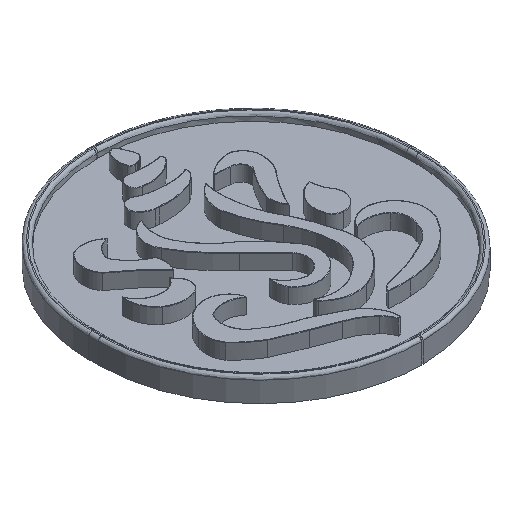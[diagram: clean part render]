
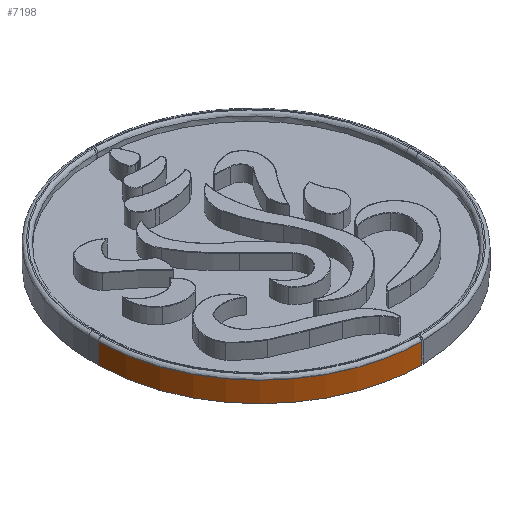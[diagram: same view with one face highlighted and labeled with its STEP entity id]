
A CAD part, isometric view. The second image highlights one B-rep face of the part: STEP entity #7198.
In plain terms, the highlighted free-form (B-spline) face has degree [2, 1] with [3, 2] control points.
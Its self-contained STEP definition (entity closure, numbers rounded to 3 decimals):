
#134 = VERTEX_POINT('',#135);
#135 = CARTESIAN_POINT('',(0.,129.472,
    134.482));
#165 = VERTEX_POINT('',#166);
#166 = CARTESIAN_POINT('',(129.472,0.,134.482));
#181 = EDGE_CURVE('',#134,#165,#182,.T.);
#182 = ( BOUNDED_CURVE() B_SPLINE_CURVE(2,(#183,#184,#185),
.UNSPECIFIED.,.F.,.F.) B_SPLINE_CURVE_WITH_KNOTS((3,3),(5.498,
7.069),.PIECEWISE_BEZIER_KNOTS.) CURVE() 
GEOMETRIC_REPRESENTATION_ITEM() RATIONAL_B_SPLINE_CURVE((1.,
0.707,1.)) REPRESENTATION_ITEM('') );
#183 = CARTESIAN_POINT('',(0.,129.472,134.482));
#184 = CARTESIAN_POINT('',(0.,0.,
    134.482));
#185 = CARTESIAN_POINT('',(129.472,0.,134.482));
#298 = VERTEX_POINT('',#299);
#299 = CARTESIAN_POINT('',(0.,129.472,
    118.206));
#304 = EDGE_CURVE('',#298,#134,#305,.T.);
#305 = B_SPLINE_CURVE_WITH_KNOTS('',1,(#306,#307),.UNSPECIFIED.,.F.,.F.,
  (2,2),(-10.2,3.),.PIECEWISE_BEZIER_KNOTS.);
#306 = CARTESIAN_POINT('',(0.,129.472,
    118.206));
#307 = CARTESIAN_POINT('',(0.,129.472,
    134.482));
#7141 = VERTEX_POINT('',#7142);
#7142 = CARTESIAN_POINT('',(129.472,0.,118.206));
#7147 = EDGE_CURVE('',#298,#7141,#7148,.T.);
#7148 = ( BOUNDED_CURVE() B_SPLINE_CURVE(2,(#7149,#7150,#7151),
.UNSPECIFIED.,.F.,.F.) B_SPLINE_CURVE_WITH_KNOTS((3,3),(5.498,
7.069),.PIECEWISE_BEZIER_KNOTS.) CURVE() 
GEOMETRIC_REPRESENTATION_ITEM() RATIONAL_B_SPLINE_CURVE((1.,
0.707,1.)) REPRESENTATION_ITEM('') );
#7149 = CARTESIAN_POINT('',(0.,129.472,118.206));
#7150 = CARTESIAN_POINT('',(0.,0.,
    118.206));
#7151 = CARTESIAN_POINT('',(129.472,0.,118.206));
#7187 = EDGE_CURVE('',#7141,#165,#7188,.T.);
#7188 = B_SPLINE_CURVE_WITH_KNOTS('',1,(#7189,#7190),.UNSPECIFIED.,.F.,
  .F.,(2,2),(-10.2,3.),.PIECEWISE_BEZIER_KNOTS.);
#7189 = CARTESIAN_POINT('',(129.472,0.,118.206));
#7190 = CARTESIAN_POINT('',(129.472,0.,134.482));
#7198 = ADVANCED_FACE('',(#7199),#7205,.T.);
#7199 = FACE_BOUND('',#7200,.T.);
#7200 = EDGE_LOOP('',(#7201,#7202,#7203,#7204));
#7201 = ORIENTED_EDGE('',*,*,#181,.F.);
#7202 = ORIENTED_EDGE('',*,*,#304,.F.);
#7203 = ORIENTED_EDGE('',*,*,#7147,.T.);
#7204 = ORIENTED_EDGE('',*,*,#7187,.T.);
#7205 = ( BOUNDED_SURFACE() B_SPLINE_SURFACE(2,1,(
    (#7206,#7207)
    ,(#7208,#7209)
    ,(#7210,#7211
)),.UNSPECIFIED.,.F.,.F.,.F.) B_SPLINE_SURFACE_WITH_KNOTS((3,3),(2,2),(
    -0.785,0.785),(-3.,10.2),
.PIECEWISE_BEZIER_KNOTS.) GEOMETRIC_REPRESENTATION_ITEM() 
RATIONAL_B_SPLINE_SURFACE((
    (1.,1.)
    ,(0.707,0.707)
,(1.,1.))) REPRESENTATION_ITEM('') SURFACE() );
#7206 = CARTESIAN_POINT('',(129.472,0.,134.482));
#7207 = CARTESIAN_POINT('',(129.472,0.,118.206));
#7208 = CARTESIAN_POINT('',(0.,0.,
    134.482));
#7209 = CARTESIAN_POINT('',(0.,0.,
    118.206));
#7210 = CARTESIAN_POINT('',(0.,129.472,134.482));
#7211 = CARTESIAN_POINT('',(0.,129.472,118.206));
